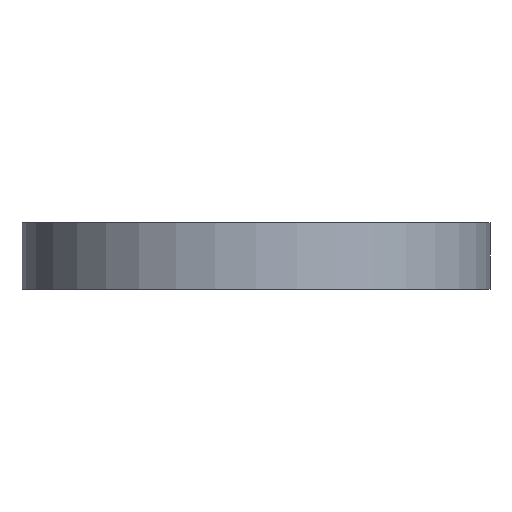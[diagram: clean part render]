
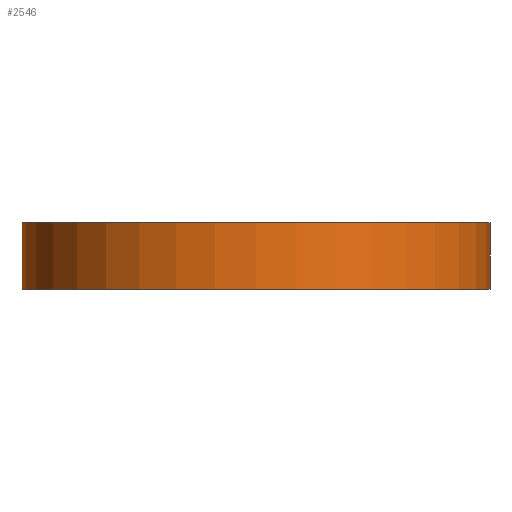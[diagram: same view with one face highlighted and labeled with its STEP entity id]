
A CAD part, front view. The second image highlights one B-rep face of the part: STEP entity #2546.
In plain terms, the highlighted cylindrical face has radius 51 mm (diameter 102 mm), a partial arc.
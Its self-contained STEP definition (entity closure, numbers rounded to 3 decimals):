
#36=CYLINDRICAL_SURFACE('',#2837,51.);
#176=FACE_OUTER_BOUND('',#337,.T.);
#337=EDGE_LOOP('',(#2148,#2149,#2150,#2151));
#409=CIRCLE('',#2633,51.);
#477=CIRCLE('',#2710,51.);
#725=LINE('',#4331,#959);
#727=LINE('',#4334,#961);
#959=VECTOR('',#3490,10.);
#961=VECTOR('',#3494,10.);
#1026=VERTEX_POINT('',#3701);
#1028=VERTEX_POINT('',#3705);
#1137=VERTEX_POINT('',#3941);
#1140=VERTEX_POINT('',#3946);
#1286=EDGE_CURVE('',#1026,#1028,#409,.T.);
#1406=EDGE_CURVE('',#1140,#1137,#477,.T.);
#1600=EDGE_CURVE('',#1137,#1028,#725,.T.);
#1602=EDGE_CURVE('',#1026,#1140,#727,.T.);
#2148=ORIENTED_EDGE('',*,*,#1602,.F.);
#2149=ORIENTED_EDGE('',*,*,#1286,.T.);
#2150=ORIENTED_EDGE('',*,*,#1600,.F.);
#2151=ORIENTED_EDGE('',*,*,#1406,.F.);
#2546=ADVANCED_FACE('',(#176),#36,.T.);
#2633=AXIS2_PLACEMENT_3D('',#3707,#2916,#2917);
#2710=AXIS2_PLACEMENT_3D('',#3948,#3122,#3123);
#2837=AXIS2_PLACEMENT_3D('',#4333,#3492,#3493);
#2916=DIRECTION('center_axis',(0.,0.,1.));
#2917=DIRECTION('ref_axis',(1.,0.,0.));
#3122=DIRECTION('center_axis',(0.,0.,1.));
#3123=DIRECTION('ref_axis',(1.,0.,0.));
#3490=DIRECTION('',(0.,0.,-1.));
#3492=DIRECTION('center_axis',(0.,0.,1.));
#3493=DIRECTION('ref_axis',(1.,0.,0.));
#3494=DIRECTION('',(0.,0.,1.));
#3701=CARTESIAN_POINT('',(-51.,0.,19.6));
#3705=CARTESIAN_POINT('',(51.,0.,19.6));
#3707=CARTESIAN_POINT('Origin',(0.,0.,19.6));
#3941=CARTESIAN_POINT('',(51.,0.,34.));
#3946=CARTESIAN_POINT('',(-51.,0.,34.));
#3948=CARTESIAN_POINT('Origin',(0.,0.,34.));
#4331=CARTESIAN_POINT('',(51.,0.,32.));
#4333=CARTESIAN_POINT('Origin',(0.,0.,32.));
#4334=CARTESIAN_POINT('',(-51.,0.,32.));
